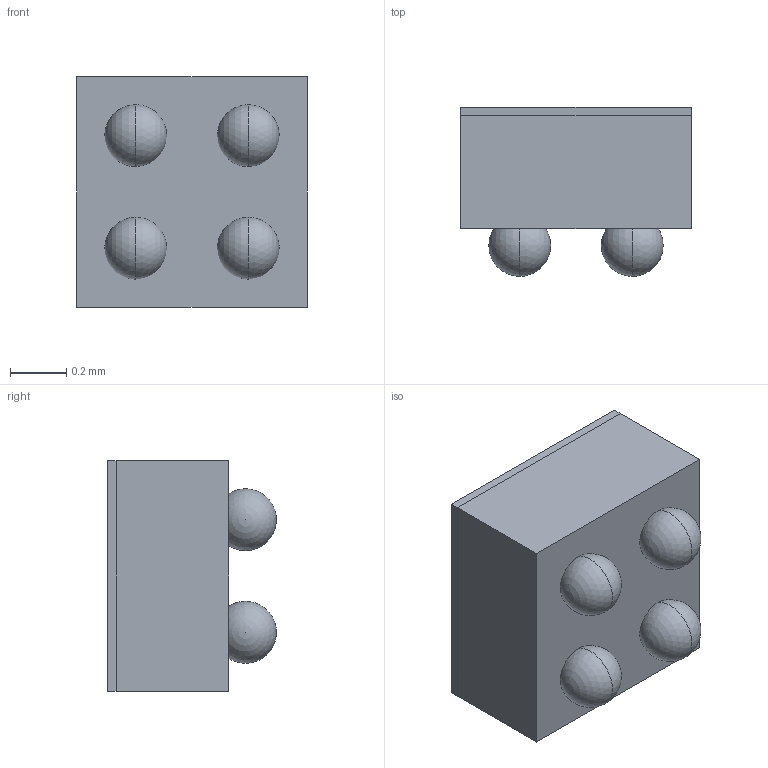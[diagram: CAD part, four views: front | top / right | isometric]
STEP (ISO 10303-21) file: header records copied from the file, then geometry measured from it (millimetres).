
FILE_DESCRIPTION (( 'STEP AP214' ), '1' );
FILE_NAME ('MMC5603NJ.STEP', '2023-05-29T10:40:54', ( '' ), ( '' ), 'SwSTEP 2.0', 'SolidWorks 2021', '' );
FILE_SCHEMA (( 'AUTOMOTIVE_DESIGN' ));
Length unit declared in the file: millimetre
Products named in the file (1): MMC5603NJ
Bounding box: 0.82 x 0.6 x 0.82 mm (x, y, z)
Volume: 0.3 mm3; surface area: 4.7 mm2
Topology: 7 solids, 7 shells, 30 faces, 72 edges, 48 vertices
Faces by surface type: plane 18, sphere 8, cylinder 4
Entity records: 824 total; most frequent: DIRECTION 138, CARTESIAN_POINT 119, ORIENTED_EDGE 104, AXIS2_PLACEMENT_3D 55, EDGE_CURVE 52, VERTEX_POINT 36, EDGE_LOOP 32, ADVANCED_FACE 30
